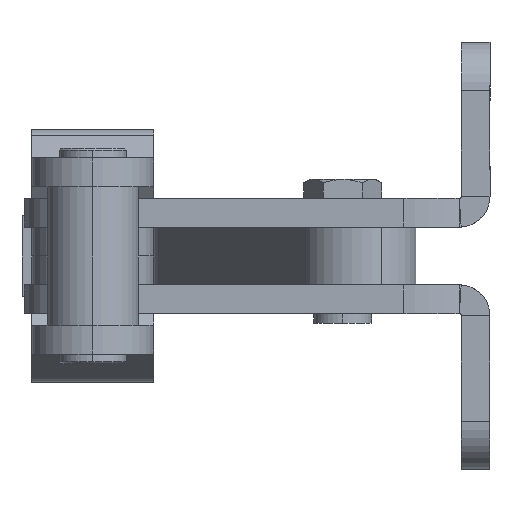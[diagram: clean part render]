
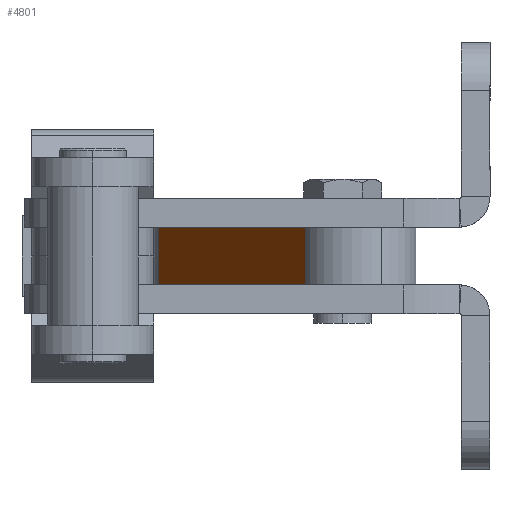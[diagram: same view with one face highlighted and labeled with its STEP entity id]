
A CAD part, left-side view. The second image highlights one B-rep face of the part: STEP entity #4801.
In plain terms, the highlighted planar face has unit normal (-0.402, 0.916, 0).
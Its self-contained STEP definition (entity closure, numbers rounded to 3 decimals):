
#15 = DIRECTION ( 'NONE',  ( 0., 0., -1. ) ) ;
#78 = VECTOR ( 'NONE', #5688, 1000. ) ;
#261 = LINE ( 'NONE', #4583, #78 ) ;
#827 = LINE ( 'NONE', #1866, #6696 ) ;
#1013 = LINE ( 'NONE', #3120, #2322 ) ;
#1320 = CARTESIAN_POINT ( 'NONE',  ( 14.946, 22.704, 3.2 ) ) ;
#1389 = ORIENTED_EDGE ( 'NONE', *, *, #2134, .T. ) ;
#1410 = EDGE_CURVE ( 'NONE', #3431, #7292, #1013, .T. ) ;
#1866 = CARTESIAN_POINT ( 'NONE',  ( 41.731, 34.445, 3.2 ) ) ;
#2108 = VERTEX_POINT ( 'NONE', #7147 ) ;
#2134 = EDGE_CURVE ( 'NONE', #6908, #2108, #827, .T. ) ;
#2269 = DIRECTION ( 'NONE',  ( 0., 0., -1. ) ) ;
#2322 = VECTOR ( 'NONE', #5987, 1000. ) ;
#2382 = DIRECTION ( 'NONE',  ( 0., 0., -1. ) ) ;
#2449 = CARTESIAN_POINT ( 'NONE',  ( 6.928, 19.189, 3.2 ) ) ;
#2505 = CARTESIAN_POINT ( 'NONE',  ( 6.928, 19.189, -2.8 ) ) ;
#2624 = EDGE_CURVE ( 'NONE', #2108, #3815, #261, .T. ) ;
#2645 = VECTOR ( 'NONE', #15, 1000. ) ;
#2780 = CARTESIAN_POINT ( 'NONE',  ( 6.928, 19.189, -2.8 ) ) ;
#2806 = LINE ( 'NONE', #4818, #7200 ) ;
#2937 = DIRECTION ( 'NONE',  ( 0.401, -0.916, 0. ) ) ;
#3025 = DIRECTION ( 'NONE',  ( -0.916, -0.401, 0. ) ) ;
#3026 = EDGE_LOOP ( 'NONE', ( #4332, #5881, #4234, #5151, #6967, #1389 ) ) ;
#3120 = CARTESIAN_POINT ( 'NONE',  ( 6.928, 19.189, 3.2 ) ) ;
#3328 = LINE ( 'NONE', #2505, #5189 ) ;
#3431 = VERTEX_POINT ( 'NONE', #1320 ) ;
#3717 = DIRECTION ( 'NONE',  ( -0.916, -0.401, 0. ) ) ;
#3815 = VERTEX_POINT ( 'NONE', #6321 ) ;
#4025 = EDGE_CURVE ( 'NONE', #6908, #3431, #2806, .T. ) ;
#4197 = PLANE ( 'NONE',  #4856 ) ;
#4234 = ORIENTED_EDGE ( 'NONE', *, *, #7132, .F. ) ;
#4332 = ORIENTED_EDGE ( 'NONE', *, *, #2624, .T. ) ;
#4583 = CARTESIAN_POINT ( 'NONE',  ( 6.928, 19.189, -2.8 ) ) ;
#4748 = CARTESIAN_POINT ( 'NONE',  ( 6.928, 19.189, 3.2 ) ) ;
#4775 = EDGE_CURVE ( 'NONE', #3815, #6344, #3328, .T. ) ;
#4801 = ADVANCED_FACE ( 'NONE', ( #4832 ), #4197, .F. ) ;
#4818 = CARTESIAN_POINT ( 'NONE',  ( 6.928, 19.189, 3.2 ) ) ;
#4832 = FACE_OUTER_BOUND ( 'NONE', #3026, .T. ) ;
#4856 = AXIS2_PLACEMENT_3D ( 'NONE', #2449, #2937, #2382 ) ;
#5151 = ORIENTED_EDGE ( 'NONE', *, *, #1410, .F. ) ;
#5189 = VECTOR ( 'NONE', #3025, 1000. ) ;
#5688 = DIRECTION ( 'NONE',  ( -0.916, -0.401, 0. ) ) ;
#5881 = ORIENTED_EDGE ( 'NONE', *, *, #4775, .T. ) ;
#5987 = DIRECTION ( 'NONE',  ( -0.916, -0.401, 0. ) ) ;
#6321 = CARTESIAN_POINT ( 'NONE',  ( 14.946, 22.704, -2.8 ) ) ;
#6344 = VERTEX_POINT ( 'NONE', #2780 ) ;
#6613 = CARTESIAN_POINT ( 'NONE',  ( 41.731, 34.445, 3.2 ) ) ;
#6696 = VECTOR ( 'NONE', #2269, 1000. ) ;
#6875 = CARTESIAN_POINT ( 'NONE',  ( 6.928, 19.189, 3.2 ) ) ;
#6908 = VERTEX_POINT ( 'NONE', #6613 ) ;
#6967 = ORIENTED_EDGE ( 'NONE', *, *, #4025, .F. ) ;
#7066 = LINE ( 'NONE', #6875, #2645 ) ;
#7132 = EDGE_CURVE ( 'NONE', #7292, #6344, #7066, .T. ) ;
#7147 = CARTESIAN_POINT ( 'NONE',  ( 41.731, 34.445, -2.8 ) ) ;
#7200 = VECTOR ( 'NONE', #3717, 1000. ) ;
#7292 = VERTEX_POINT ( 'NONE', #4748 ) ;
